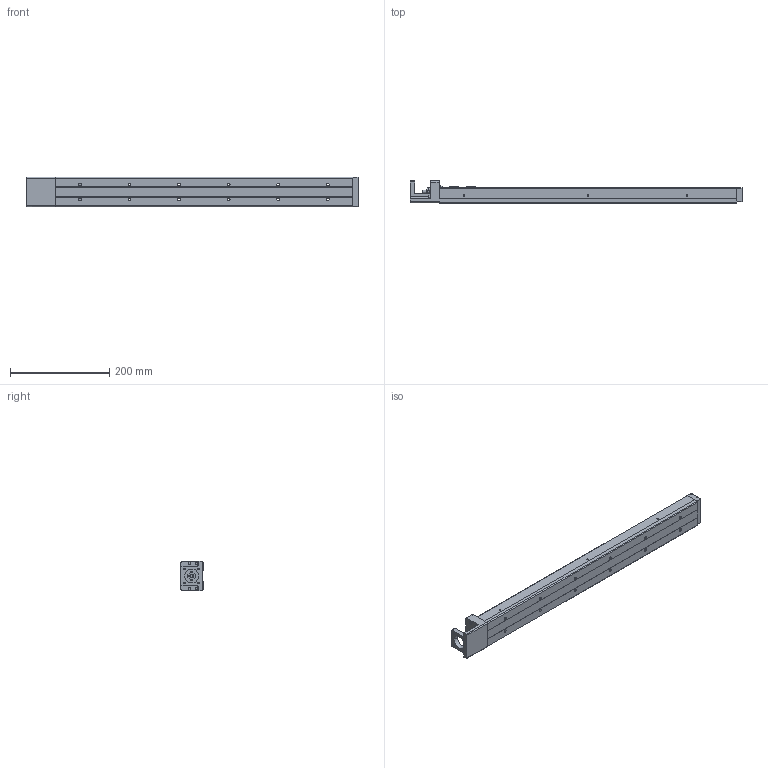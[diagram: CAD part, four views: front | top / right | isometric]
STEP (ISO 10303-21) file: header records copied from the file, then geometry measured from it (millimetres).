
FILE_DESCRIPTION( ( '' ), '1' );
FILE_NAME( 'kr33_06a___600l0___0000_0_0__2_03.stp', '2011-02-22T06:30:57', ( '' ), ( '' ), ' ', ' ', ' ' );
FILE_SCHEMA( ( 'CONFIG_CONTROL_DESIGN' ) );
Length unit declared in the file: millimetre
Products named in the file (2): 1; 2
Bounding box: 670 x 44.5 x 60 mm (x, y, z)
Volume: 704257.5 mm3; surface area: 195624.9 mm2
Topology: 2 solids, 3 shells, 567 faces, 1466 edges, 916 vertices
Faces by surface type: plane 256, cylinder 191, cone 98, torus 20, sphere 2
Entity records: 17640 total; most frequent: CARTESIAN_POINT 3502, DIRECTION 3029, ORIENTED_EDGE 2860, EDGE_CURVE 1430, AXIS2_PLACEMENT_3D 1072, VERTEX_POINT 916, LINE 885, VECTOR 885
